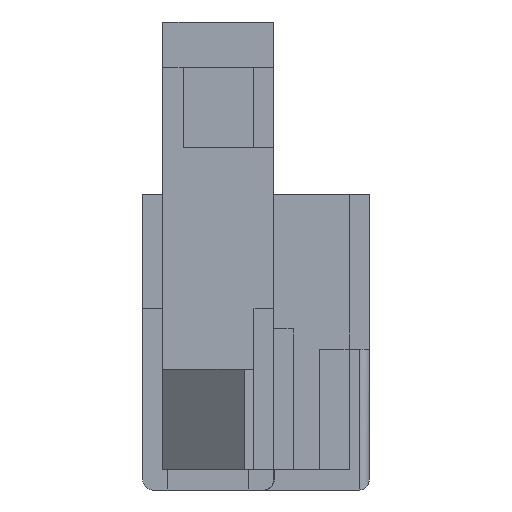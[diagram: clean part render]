
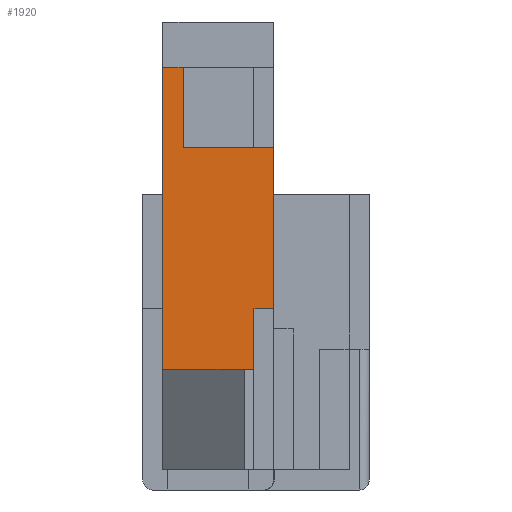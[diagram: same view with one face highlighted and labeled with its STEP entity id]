
A CAD part, front view. The second image highlights one B-rep face of the part: STEP entity #1920.
In plain terms, the highlighted planar face has unit normal (0, -1, 0).
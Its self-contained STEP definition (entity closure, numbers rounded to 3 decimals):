
#85=PLANE('',#2058);
#224=LINE('',#2852,#477);
#254=LINE('',#2912,#507);
#277=LINE('',#2957,#530);
#280=LINE('',#2962,#533);
#313=LINE('',#3031,#566);
#314=LINE('',#3033,#567);
#315=LINE('',#3034,#568);
#477=VECTOR('',#2319,10.);
#507=VECTOR('',#2365,10.);
#530=VECTOR('',#2400,10.);
#533=VECTOR('',#2407,10.);
#566=VECTOR('',#2486,10.);
#567=VECTOR('',#2489,10.);
#568=VECTOR('',#2490,10.);
#704=FACE_OUTER_BOUND('',#806,.T.);
#806=EDGE_LOOP('',(#1724,#1725,#1726,#1727,#1728,#1729,#1730));
#941=VERTEX_POINT('',#2849);
#942=VERTEX_POINT('',#2851);
#963=VERTEX_POINT('',#2910);
#964=VERTEX_POINT('',#2911);
#979=VERTEX_POINT('',#2954);
#980=VERTEX_POINT('',#2956);
#985=VERTEX_POINT('',#2983);
#1158=EDGE_CURVE('',#941,#942,#224,.T.);
#1188=EDGE_CURVE('',#963,#964,#254,.T.);
#1211=EDGE_CURVE('',#979,#980,#277,.T.);
#1214=EDGE_CURVE('',#979,#964,#280,.T.);
#1247=EDGE_CURVE('',#942,#985,#313,.T.);
#1248=EDGE_CURVE('',#941,#980,#314,.T.);
#1249=EDGE_CURVE('',#985,#963,#315,.T.);
#1724=ORIENTED_EDGE('',*,*,#1158,.F.);
#1725=ORIENTED_EDGE('',*,*,#1248,.T.);
#1726=ORIENTED_EDGE('',*,*,#1211,.F.);
#1727=ORIENTED_EDGE('',*,*,#1214,.T.);
#1728=ORIENTED_EDGE('',*,*,#1188,.F.);
#1729=ORIENTED_EDGE('',*,*,#1249,.F.);
#1730=ORIENTED_EDGE('',*,*,#1247,.F.);
#1920=ADVANCED_FACE('',(#704),#85,.T.);
#2058=AXIS2_PLACEMENT_3D('',#3032,#2487,#2488);
#2319=DIRECTION('',(-1.,0.,0.));
#2365=DIRECTION('',(1.,0.,0.));
#2400=DIRECTION('',(1.,0.,0.));
#2407=DIRECTION('',(0.,0.,1.));
#2486=DIRECTION('',(0.,0.,1.));
#2487=DIRECTION('center_axis',(0.,-1.,0.));
#2488=DIRECTION('ref_axis',(1.,0.,0.));
#2489=DIRECTION('',(0.,0.,1.));
#2490=DIRECTION('',(0.,0.,1.));
#2849=CARTESIAN_POINT('',(13.,169.571,2.));
#2851=CARTESIAN_POINT('',(2.,169.571,2.));
#2852=CARTESIAN_POINT('',(6.625,169.571,2.));
#2910=CARTESIAN_POINT('',(2.,169.571,42.));
#2911=CARTESIAN_POINT('',(4.,169.571,42.));
#2912=CARTESIAN_POINT('',(2.,169.571,42.));
#2954=CARTESIAN_POINT('',(4.,169.571,34.));
#2956=CARTESIAN_POINT('',(13.,169.571,34.));
#2957=CARTESIAN_POINT('',(13.,169.571,34.));
#2962=CARTESIAN_POINT('',(4.,169.571,34.));
#2983=CARTESIAN_POINT('',(2.,169.571,18.));
#3031=CARTESIAN_POINT('',(2.,169.571,2.));
#3032=CARTESIAN_POINT('Origin',(2.,169.571,2.));
#3033=CARTESIAN_POINT('',(13.,169.571,2.));
#3034=CARTESIAN_POINT('',(2.,169.571,2.));
